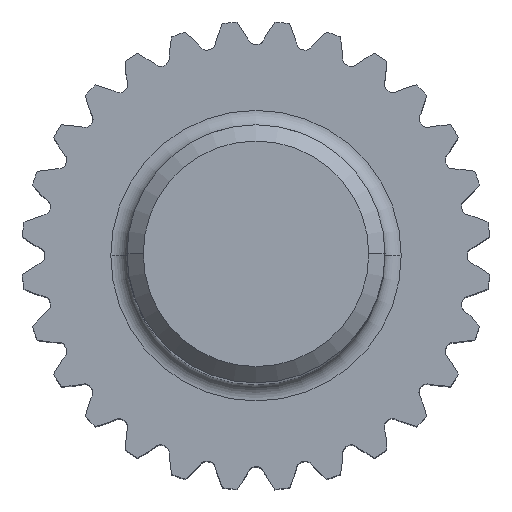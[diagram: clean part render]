
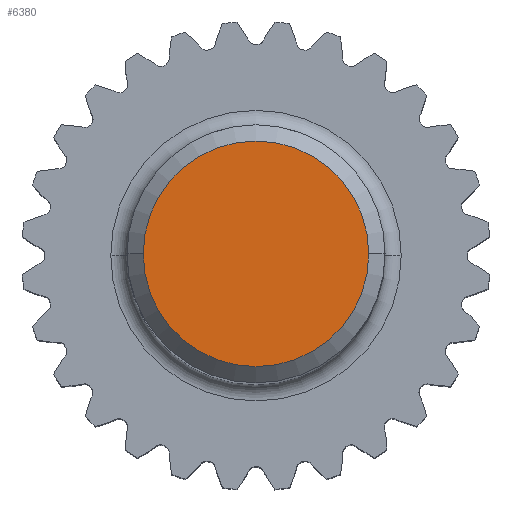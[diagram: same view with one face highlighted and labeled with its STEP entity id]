
A CAD part, top view. The second image highlights one B-rep face of the part: STEP entity #6380.
In plain terms, the highlighted planar face has unit normal (0, 0, 1).
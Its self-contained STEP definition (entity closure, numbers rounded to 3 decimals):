
#9 = CARTESIAN_POINT ( 'NONE',  ( 0., 0., 32.6 ) ) ;
#80 = CARTESIAN_POINT ( 'NONE',  ( 3.475, 0., 32.6 ) ) ;
#710 = DIRECTION ( 'NONE',  ( 0., 0., 1. ) ) ;
#1510 = AXIS2_PLACEMENT_3D ( 'NONE', #4825, #3485, #4220 ) ;
#2899 = CIRCLE ( 'NONE', #1510, 3.475 ) ;
#3049 = CARTESIAN_POINT ( 'NONE',  ( 0., 0., 32.6 ) ) ;
#3059 = AXIS2_PLACEMENT_3D ( 'NONE', #9, #710, #7485 ) ;
#3109 = PLANE ( 'NONE',  #3059 ) ;
#3178 = VERTEX_POINT ( 'NONE', #80 ) ;
#3326 = ORIENTED_EDGE ( 'NONE', *, *, #6863, .T. ) ;
#3485 = DIRECTION ( 'NONE',  ( 0., 0., 1. ) ) ;
#3607 = ORIENTED_EDGE ( 'NONE', *, *, #4530, .T. ) ;
#3928 = VERTEX_POINT ( 'NONE', #6915 ) ;
#4220 = DIRECTION ( 'NONE',  ( 1., 0., 0. ) ) ;
#4309 = DIRECTION ( 'NONE',  ( 1., 0., 0. ) ) ;
#4530 = EDGE_CURVE ( 'NONE', #3928, #3178, #2899, .T. ) ;
#4825 = CARTESIAN_POINT ( 'NONE',  ( 0., 0., 32.6 ) ) ;
#5991 = EDGE_LOOP ( 'NONE', ( #3607, #3326 ) ) ;
#6380 = ADVANCED_FACE ( 'NONE', ( #6917 ), #3109, .T. ) ;
#6808 = CIRCLE ( 'NONE', #7732, 3.475 ) ;
#6863 = EDGE_CURVE ( 'NONE', #3178, #3928, #6808, .T. ) ;
#6915 = CARTESIAN_POINT ( 'NONE',  ( -3.475, 0., 32.6 ) ) ;
#6917 = FACE_OUTER_BOUND ( 'NONE', #5991, .T. ) ;
#7485 = DIRECTION ( 'NONE',  ( 1., 0., 0. ) ) ;
#7732 = AXIS2_PLACEMENT_3D ( 'NONE', #3049, #8064, #4309 ) ;
#8064 = DIRECTION ( 'NONE',  ( 0., 0., 1. ) ) ;
